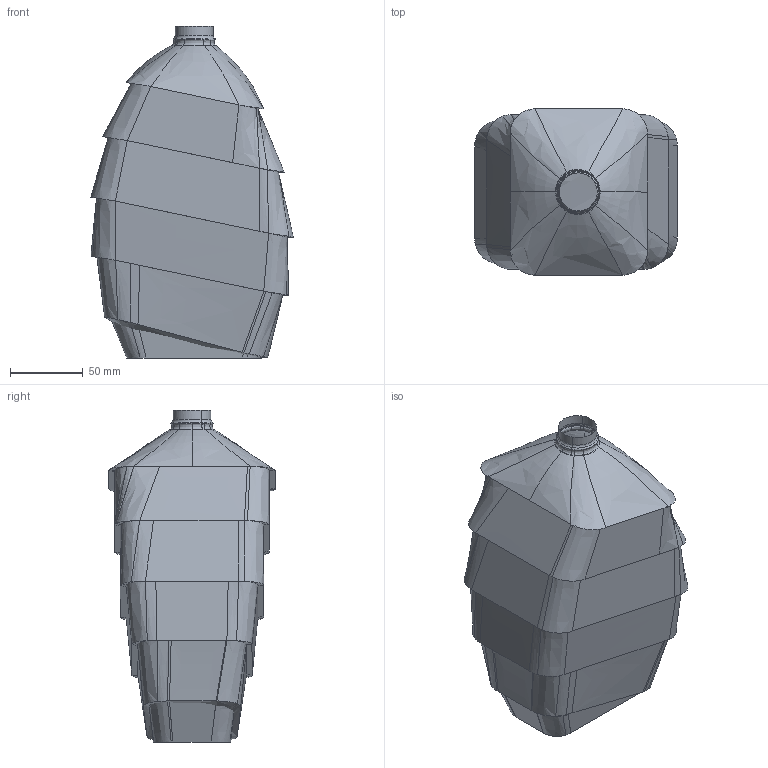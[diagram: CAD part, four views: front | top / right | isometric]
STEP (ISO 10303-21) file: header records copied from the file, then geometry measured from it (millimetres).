
FILE_DESCRIPTION(('FreeCAD Model'),'2;1');
FILE_NAME('Open CASCADE Shape Model','2025-05-09T06:18:01',('FreeCAD'),( 'FreeCAD'),'Open CASCADE STEP processor 7.6','FreeCAD','Unknown');
FILE_SCHEMA(('AUTOMOTIVE_DESIGN { 1 0 10303 214 1 1 1 1 }'));
Length unit declared in the file: millimetre
Products named in the file (1): Open CASCADE STEP translator 7.6 1
Bounding box: 139.06 x 114.23 x 227.95 mm (x, y, z)
Surface area: 114995.5 mm2 (no closed solid volume)
Topology: 0 solids, 3 shells, 189 faces, 469 edges, 282 vertices
Faces by surface type: bspline 189
Entity records: 17359 total; most frequent: CARTESIAN_POINT 14492, ORIENTED_EDGE 894, EDGE_CURVE 469, B_SPLINE_CURVE_WITH_KNOTS 451, VERTEX_POINT 282, ADVANCED_FACE 189, FACE_BOUND 189, EDGE_LOOP 189
